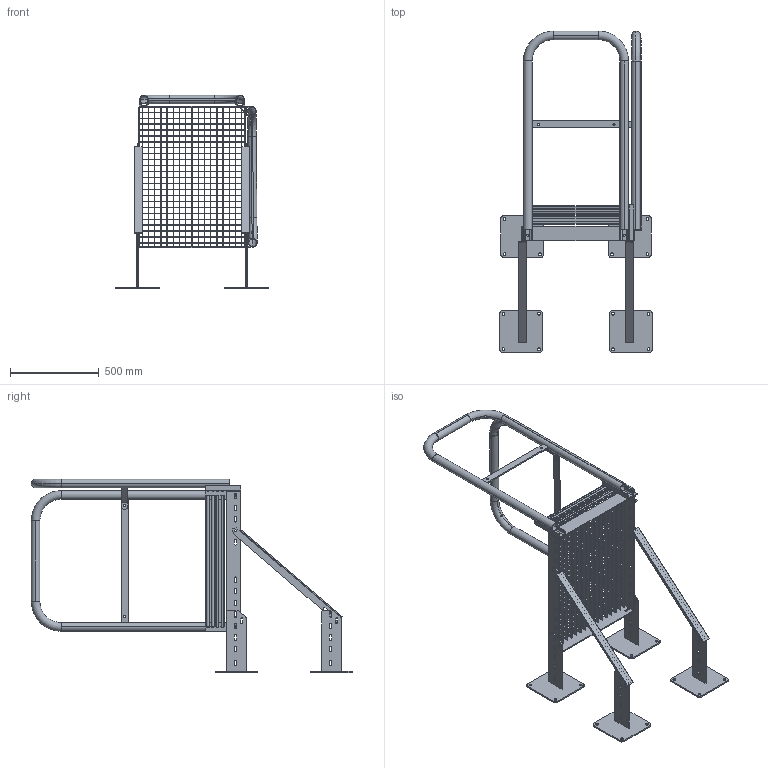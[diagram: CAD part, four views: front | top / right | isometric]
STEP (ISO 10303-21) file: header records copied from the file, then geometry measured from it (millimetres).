
FILE_DESCRIPTION (( 'STEP AP203' ), '1' );
FILE_NAME ('0529280601.STEP', '2025-05-28T09:43:04', ( '' ), ( '' ), 'SwSTEP 2.0', 'SolidWorks 2022', '' );
FILE_SCHEMA (( 'CONFIG_CONTROL_DESIGN' ));
Products named in the file (1): 0529280601
Bounding box: 858 x 1812.21 x 1091.15 mm (x, y, z)
Volume: 8264749.9 mm3; surface area: 4770004.9 mm2
Topology: 68 solids, 68 shells, 2514 faces, 7118 edges, 4732 vertices
Faces by surface type: plane 2132, cylinder 366, torus 16
Entity records: 81407 total; most frequent: CARTESIAN_POINT 15103, ORIENTED_EDGE 14236, DIRECTION 12888, EDGE_CURVE 7118, VECTOR 6338, LINE 6338, VERTEX_POINT 4732, AXIS2_PLACEMENT_3D 3275
